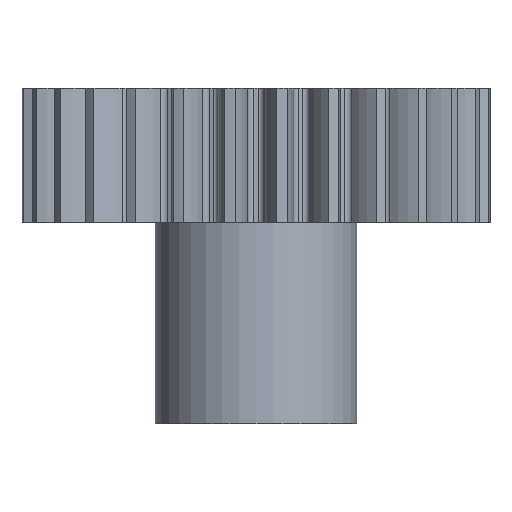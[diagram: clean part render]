
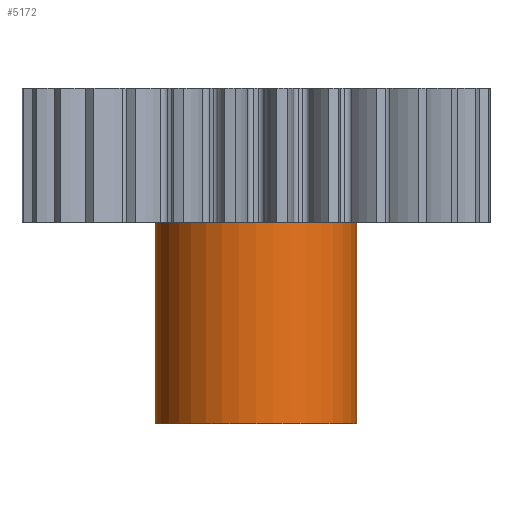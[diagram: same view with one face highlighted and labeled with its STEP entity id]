
A CAD part, front view. The second image highlights one B-rep face of the part: STEP entity #5172.
In plain terms, the highlighted cylindrical face has radius 4.5 mm (diameter 9 mm), a partial arc.
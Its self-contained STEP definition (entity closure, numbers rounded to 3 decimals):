
#1615 = CYLINDRICAL_SURFACE ( 'NONE', #1625, 4.5 ) ;
#1619 = DIRECTION ( 'NONE',  ( 1., 0., 0. ) ) ;
#1625 = AXIS2_PLACEMENT_3D ( 'NONE', #1738, #1628, #1619 ) ;
#1628 = DIRECTION ( 'NONE',  ( 0., 0., 1. ) ) ;
#1653 = DIRECTION ( 'NONE',  ( -1., 0., 0. ) ) ;
#1654 = DIRECTION ( 'NONE',  ( 0., 0., -1. ) ) ;
#1657 = CARTESIAN_POINT ( 'NONE',  ( 0., 0., 1.5 ) ) ;
#1658 = DIRECTION ( 'NONE',  ( 1., 0., 0. ) ) ;
#1659 = AXIS2_PLACEMENT_3D ( 'NONE', #1661, #1742, #1658 ) ;
#1661 = CARTESIAN_POINT ( 'NONE',  ( 0., 0., -9. ) ) ;
#1664 = AXIS2_PLACEMENT_3D ( 'NONE', #1657, #1654, #1653 ) ;
#1736 = CIRCLE ( 'NONE', #1659, 4.5 ) ;
#1738 = CARTESIAN_POINT ( 'NONE',  ( 0., 0., -9. ) ) ;
#1739 = FACE_OUTER_BOUND ( 'NONE', #4995, .T. ) ;
#1742 = DIRECTION ( 'NONE',  ( 0., 0., 1. ) ) ;
#1743 = CIRCLE ( 'NONE', #1664, 4.5 ) ;
#2546 = DIRECTION ( 'NONE',  ( 0., 0., 1. ) ) ;
#2547 = VECTOR ( 'NONE', #2546, 1000. ) ;
#2548 = CARTESIAN_POINT ( 'NONE',  ( 4.5, 0., -9. ) ) ;
#2553 = CARTESIAN_POINT ( 'NONE',  ( 4.5, 0., 1.5 ) ) ;
#2554 = LINE ( 'NONE', #2548, #2547 ) ;
#2781 = CARTESIAN_POINT ( 'NONE',  ( -4.5, 0., -9. ) ) ;
#2782 = LINE ( 'NONE', #2781, #2889 ) ;
#2796 = CARTESIAN_POINT ( 'NONE',  ( 4.5, 0., -9. ) ) ;
#2881 = DIRECTION ( 'NONE',  ( 0., 0., 1. ) ) ;
#2883 = CARTESIAN_POINT ( 'NONE',  ( -4.5, 0., -9. ) ) ;
#2889 = VECTOR ( 'NONE', #2881, 1000. ) ;
#2890 = CARTESIAN_POINT ( 'NONE',  ( -4.5, 0., 1.5 ) ) ;
#4995 = EDGE_LOOP ( 'NONE', ( #5070, #5136, #5102, #5101 ) ) ;
#5070 = ORIENTED_EDGE ( 'NONE', *, *, #5751, .F. ) ;
#5101 = ORIENTED_EDGE ( 'NONE', *, *, #5174, .T. ) ;
#5102 = ORIENTED_EDGE ( 'NONE', *, *, #5640, .T. ) ;
#5136 = ORIENTED_EDGE ( 'NONE', *, *, #5173, .T. ) ;
#5172 = ADVANCED_FACE ( 'NONE', ( #1739 ), #1615, .T. ) ;
#5173 = EDGE_CURVE ( 'NONE', #5753, #5771, #1736, .T. ) ;
#5174 = EDGE_CURVE ( 'NONE', #5642, #5752, #1743, .T. ) ;
#5640 = EDGE_CURVE ( 'NONE', #5771, #5642, #2554, .T. ) ;
#5642 = VERTEX_POINT ( 'NONE', #2553 ) ;
#5751 = EDGE_CURVE ( 'NONE', #5753, #5752, #2782, .T. ) ;
#5752 = VERTEX_POINT ( 'NONE', #2890 ) ;
#5753 = VERTEX_POINT ( 'NONE', #2883 ) ;
#5771 = VERTEX_POINT ( 'NONE', #2796 ) ;
